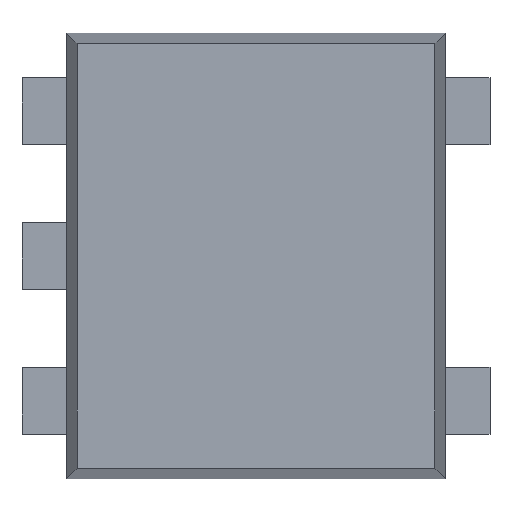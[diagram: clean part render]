
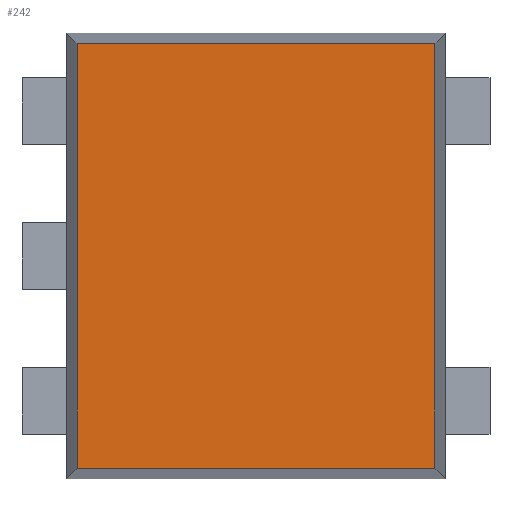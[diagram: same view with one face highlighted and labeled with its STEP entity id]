
A CAD part, top view. The second image highlights one B-rep face of the part: STEP entity #242.
In plain terms, the highlighted planar face has unit normal (0, 0, 1).
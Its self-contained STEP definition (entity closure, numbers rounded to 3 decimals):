
#242=ADVANCED_FACE('0:54',(#435),#436,.T.);
#435=FACE_OUTER_BOUND('',#635,.T.);
#436=PLANE('',#636);
#635=EDGE_LOOP('',(#888,#889,#890,#891));
#636=AXIS2_PLACEMENT_3D('',#892,#893,#894);
#888=ORIENTED_EDGE('',*,*,#1387,.T.);
#889=ORIENTED_EDGE('',*,*,#1388,.T.);
#890=ORIENTED_EDGE('',*,*,#1389,.T.);
#891=ORIENTED_EDGE('',*,*,#1390,.T.);
#892=CARTESIAN_POINT('',(0.0,0.0,0.7));
#893=DIRECTION('',(0.0,0.0,1.0));
#894=DIRECTION('',(0.,-1.0,0.0));
#1387=EDGE_CURVE('0:270',#1631,#1632,#1633,.T.);
#1388=EDGE_CURVE('0:273',#1632,#1634,#1635,.T.);
#1389=EDGE_CURVE('0:276',#1634,#1636,#1637,.T.);
#1390=EDGE_CURVE('0:279',#1636,#1631,#1638,.T.);
#1631=VERTEX_POINT('NONE',#1976);
#1632=VERTEX_POINT('NONE',#1977);
#1633=LINE('',#1978,#1979);
#1634=VERTEX_POINT('NONE',#1980);
#1635=LINE('',#1981,#1982);
#1636=VERTEX_POINT('NONE',#1983);
#1637=LINE('',#1984,#1985);
#1638=LINE('',#1986,#1987);
#1976=CARTESIAN_POINT('',(-0.803,-0.953,0.7));
#1977=CARTESIAN_POINT('',(0.803,-0.953,0.7));
#1978=CARTESIAN_POINT('',(0.85,-0.953,0.7));
#1979=VECTOR('',#2323,1.0);
#1980=CARTESIAN_POINT('',(0.803,0.953,0.7));
#1981=CARTESIAN_POINT('',(0.803,1.0,0.7));
#1982=VECTOR('',#2324,1.0);
#1983=CARTESIAN_POINT('',(-0.803,0.953,0.7));
#1984=CARTESIAN_POINT('',(-0.85,0.953,0.7));
#1985=VECTOR('',#2325,1.0);
#1986=CARTESIAN_POINT('',(-0.803,-1.0,0.7));
#1987=VECTOR('',#2326,1.0);
#2323=DIRECTION('',(1.0,0.,0.0));
#2324=DIRECTION('',(0.,1.0,0.0));
#2325=DIRECTION('',(-1.0,0.,0.0));
#2326=DIRECTION('',(0.,-1.0,0.0));
